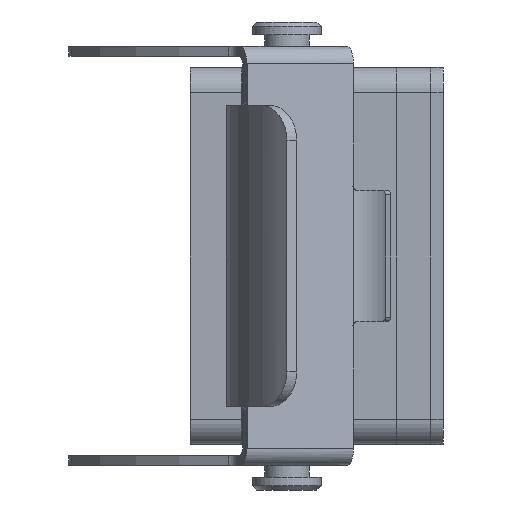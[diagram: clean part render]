
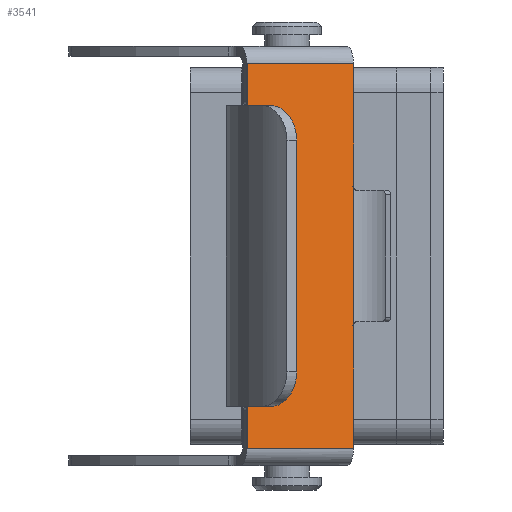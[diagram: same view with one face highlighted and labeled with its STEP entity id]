
A CAD part, left-side view. The second image highlights one B-rep face of the part: STEP entity #3541.
In plain terms, the highlighted planar face has unit normal (-0.918, -0.395, 0).
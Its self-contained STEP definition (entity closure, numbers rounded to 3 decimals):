
#4 = EDGE_LOOP ( 'NONE', ( #1924, #1926, #1925, #1927, #1928, #1929 ) ) ;
#1332 = VECTOR ( 'NONE', #5398, 1000. ) ;
#1334 = VECTOR ( 'NONE', #5400, 1000. ) ;
#1924 = ORIENTED_EDGE ( 'NONE', *, *, #10871, .T. ) ;
#1925 = ORIENTED_EDGE ( 'NONE', *, *, #5933, .T. ) ;
#1926 = ORIENTED_EDGE ( 'NONE', *, *, #11023, .T. ) ;
#1927 = ORIENTED_EDGE ( 'NONE', *, *, #10872, .T. ) ;
#1928 = ORIENTED_EDGE ( 'NONE', *, *, #6019, .T. ) ;
#1929 = ORIENTED_EDGE ( 'NONE', *, *, #11026, .T. ) ;
#3051 = FACE_OUTER_BOUND ( 'NONE', #4, .T. ) ;
#3468 = LINE ( 'NONE', #8860, #4753 ) ;
#3541 = ADVANCED_FACE ( 'NONE', ( #3051 ), #7071, .F. ) ;
#3745 = LINE ( 'NONE', #10193, #5017 ) ;
#4043 = LINE ( 'NONE', #5397, #1332 ) ;
#4044 = LINE ( 'NONE', #5399, #1334 ) ;
#4104 = LINE ( 'NONE', #5878, #7646 ) ;
#4106 = LINE ( 'NONE', #5885, #7649 ) ;
#4753 = VECTOR ( 'NONE', #8858, 1000. ) ;
#5017 = VECTOR ( 'NONE', #10191, 1000. ) ;
#5397 = CARTESIAN_POINT ( 'NONE',  ( 0.794, 21.351, -39.5 ) ) ;
#5398 = DIRECTION ( 'NONE',  ( 0., 0., -1. ) ) ;
#5399 = CARTESIAN_POINT ( 'NONE',  ( 6.124, 8.965, -29.63 ) ) ;
#5400 = DIRECTION ( 'NONE',  ( 0., 0., 1. ) ) ;
#5878 = CARTESIAN_POINT ( 'NONE',  ( 0.764, 21.42, -44.4 ) ) ;
#5879 = DIRECTION ( 'NONE',  ( 0.395, -0.919, 0. ) ) ;
#5885 = CARTESIAN_POINT ( 'NONE',  ( 0.794, 21.351, 0.4 ) ) ;
#5886 = DIRECTION ( 'NONE',  ( -0.395, 0.919, 0. ) ) ;
#5933 = EDGE_CURVE ( 'NONE', #6633, #6634, #3468, .T. ) ;
#6019 = EDGE_CURVE ( 'NONE', #6574, #6568, #3745, .T. ) ;
#6568 = VERTEX_POINT ( 'NONE', #10118 ) ;
#6574 = VERTEX_POINT ( 'NONE', #10111 ) ;
#6633 = VERTEX_POINT ( 'NONE', #10048 ) ;
#6634 = VERTEX_POINT ( 'NONE', #10047 ) ;
#6679 = VERTEX_POINT ( 'NONE', #9994 ) ;
#6680 = VERTEX_POINT ( 'NONE', #9993 ) ;
#7067 = DIRECTION ( 'NONE',  ( -0.395, 0.919, 0. ) ) ;
#7068 = DIRECTION ( 'NONE',  ( 0.919, 0.395, 0. ) ) ;
#7069 = CARTESIAN_POINT ( 'NONE',  ( 0.764, 21.42, -46.4 ) ) ;
#7071 = PLANE ( 'NONE',  #7490 ) ;
#7490 = AXIS2_PLACEMENT_3D ( 'NONE', #7069, #7068, #7067 ) ;
#7646 = VECTOR ( 'NONE', #5879, 1000. ) ;
#7649 = VECTOR ( 'NONE', #5886, 1000. ) ;
#8858 = DIRECTION ( 'NONE',  ( 0., 0., 1. ) ) ;
#8860 = CARTESIAN_POINT ( 'NONE',  ( 6.124, 8.965, -46.4 ) ) ;
#9993 = CARTESIAN_POINT ( 'NONE',  ( 0.794, 21.351, -44.4 ) ) ;
#9994 = CARTESIAN_POINT ( 'NONE',  ( 0.794, 21.351, 0.4 ) ) ;
#10047 = CARTESIAN_POINT ( 'NONE',  ( 6.124, 8.965, -30.13 ) ) ;
#10048 = CARTESIAN_POINT ( 'NONE',  ( 6.124, 8.965, -44.4 ) ) ;
#10111 = CARTESIAN_POINT ( 'NONE',  ( 6.124, 8.965, -13.87 ) ) ;
#10118 = CARTESIAN_POINT ( 'NONE',  ( 6.124, 8.965, 0.4 ) ) ;
#10191 = DIRECTION ( 'NONE',  ( 0., 0., 1. ) ) ;
#10193 = CARTESIAN_POINT ( 'NONE',  ( 6.124, 8.965, -46.4 ) ) ;
#10871 = EDGE_CURVE ( 'NONE', #6679, #6680, #4043, .T. ) ;
#10872 = EDGE_CURVE ( 'NONE', #6634, #6574, #4044, .T. ) ;
#11023 = EDGE_CURVE ( 'NONE', #6680, #6633, #4104, .T. ) ;
#11026 = EDGE_CURVE ( 'NONE', #6568, #6679, #4106, .T. ) ;
